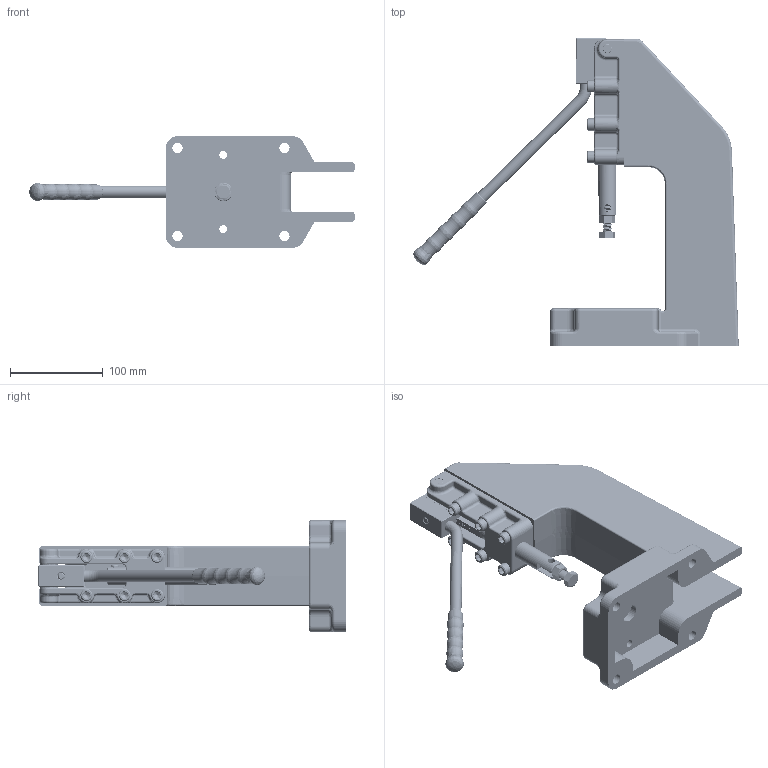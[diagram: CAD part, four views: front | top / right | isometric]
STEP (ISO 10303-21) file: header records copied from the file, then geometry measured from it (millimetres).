
FILE_DESCRIPTION (( 'STEP AP203' ), '1' );
FILE_NAME ('CH-31200PR.STEP', '2020-09-18T01:25:31', ( 'User' ), ( 'china' ), 'SwSTEP 2.0', 'SolidWorks 2018', '' );
FILE_SCHEMA (( 'CONFIG_CONTROL_DESIGN' ));
Length unit declared in the file: millimetre
Products named in the file (36): CH-31200-03; CH-31200HL-02; CH-31200PR-01; M8X45; CH-31200HL-03; CH-31200-02; CH-31200HL-01; CH-31200-04; CH-31200PR; CH-31200HL-04; CH-31200-05; M8AO; CH-31200-06; M10; M10X75
Assembly tree (21 placements, depth 2):
  CH-31200-03
  M8X45
  CH-31200HL-03
  M8X45
  CH-31200HL-01
Bounding box: 350.2 x 330.84 x 120 mm (x, y, z)
Volume: 1223467.6 mm3; surface area: 310983.4 mm2
Topology: 20 solids, 20 shells, 2874 faces, 7954 edges, 5132 vertices
Faces by surface type: cylinder 1182, plane 884, bspline 524, cone 193, torus 91
Entity records: 127029 total; most frequent: CARTESIAN_POINT 72027, ORIENTED_EDGE 12504, DIRECTION 8632, EDGE_CURVE 6252, VERTEX_POINT 4046, AXIS2_PLACEMENT_3D 2975, VECTOR 2682, LINE 2682
